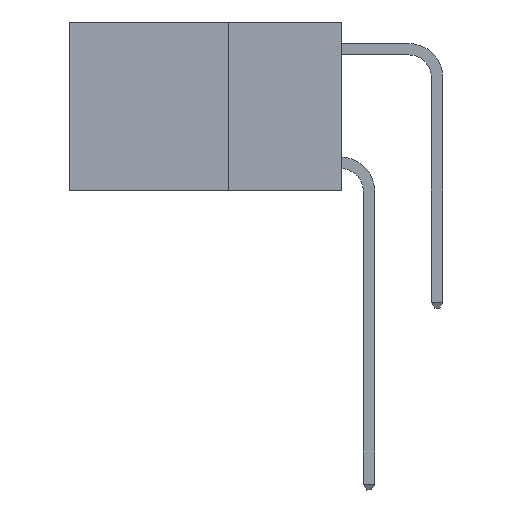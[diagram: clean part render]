
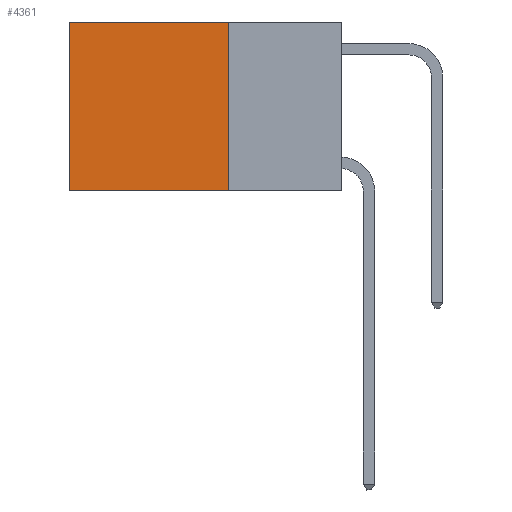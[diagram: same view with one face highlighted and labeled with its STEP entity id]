
A CAD part, left-side view. The second image highlights one B-rep face of the part: STEP entity #4361.
In plain terms, the highlighted planar face has unit normal (-1, 0, 0).
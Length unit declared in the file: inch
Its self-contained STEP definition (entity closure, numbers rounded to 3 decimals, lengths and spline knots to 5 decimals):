
#1619 = CARTESIAN_POINT ( 'NONE',  ( 0.2625, 0.25, -0.37 ) ) ;
#1683 = LINE ( 'NONE', #11592, #5944 ) ;
#2351 = VERTEX_POINT ( 'NONE', #15416 ) ;
#3094 = CARTESIAN_POINT ( 'NONE',  ( 0.2625, 0.6, -0.37 ) ) ;
#3124 = VECTOR ( 'NONE', #8532, 39.37008 ) ;
#3555 = CARTESIAN_POINT ( 'NONE',  ( 0.2625, 0.25, 0. ) ) ;
#3665 = CARTESIAN_POINT ( 'NONE',  ( 0.2625, 0.25, -0.37 ) ) ;
#4070 = CARTESIAN_POINT ( 'NONE',  ( 0.2625, 0.25, 0. ) ) ;
#4361 = ADVANCED_FACE ( 'NONE', ( #5230 ), #7614, .F. ) ;
#5230 = FACE_OUTER_BOUND ( 'NONE', #6347, .T. ) ;
#5833 = ORIENTED_EDGE ( 'NONE', *, *, #6931, .F. ) ;
#5944 = VECTOR ( 'NONE', #12751, 39.37008 ) ;
#6037 = AXIS2_PLACEMENT_3D ( 'NONE', #3555, #8588, #12568 ) ;
#6347 = EDGE_LOOP ( 'NONE', ( #9431, #5833, #9488, #14636 ) ) ;
#6676 = LINE ( 'NONE', #12872, #10327 ) ;
#6906 = VERTEX_POINT ( 'NONE', #3094 ) ;
#6931 = EDGE_CURVE ( 'NONE', #10172, #6906, #16102, .T. ) ;
#7614 = PLANE ( 'NONE',  #6037 ) ;
#8532 = DIRECTION ( 'NONE',  ( 0., 1., 0. ) ) ;
#8588 = DIRECTION ( 'NONE',  ( 1., 0., 0. ) ) ;
#9431 = ORIENTED_EDGE ( 'NONE', *, *, #14456, .T. ) ;
#9488 = ORIENTED_EDGE ( 'NONE', *, *, #11514, .F. ) ;
#10172 = VERTEX_POINT ( 'NONE', #1619 ) ;
#10327 = VECTOR ( 'NONE', #13097, 39.37008 ) ;
#11072 = EDGE_CURVE ( 'NONE', #14496, #2351, #6676, .T. ) ;
#11456 = CARTESIAN_POINT ( 'NONE',  ( 0.2625, 0.25, 0. ) ) ;
#11514 = EDGE_CURVE ( 'NONE', #14496, #10172, #15308, .T. ) ;
#11592 = CARTESIAN_POINT ( 'NONE',  ( 0.2625, 0.6, 0. ) ) ;
#12568 = DIRECTION ( 'NONE',  ( 0., 0., -1. ) ) ;
#12751 = DIRECTION ( 'NONE',  ( 0., 0., -1. ) ) ;
#12872 = CARTESIAN_POINT ( 'NONE',  ( 0.2625, 0.25, 0. ) ) ;
#13097 = DIRECTION ( 'NONE',  ( 0., 1., 0. ) ) ;
#14079 = DIRECTION ( 'NONE',  ( 0., 0., -1. ) ) ;
#14456 = EDGE_CURVE ( 'NONE', #2351, #6906, #1683, .T. ) ;
#14496 = VERTEX_POINT ( 'NONE', #4070 ) ;
#14636 = ORIENTED_EDGE ( 'NONE', *, *, #11072, .T. ) ;
#15308 = LINE ( 'NONE', #11456, #15761 ) ;
#15416 = CARTESIAN_POINT ( 'NONE',  ( 0.2625, 0.6, 0. ) ) ;
#15761 = VECTOR ( 'NONE', #14079, 39.37008 ) ;
#16102 = LINE ( 'NONE', #3665, #3124 ) ;
